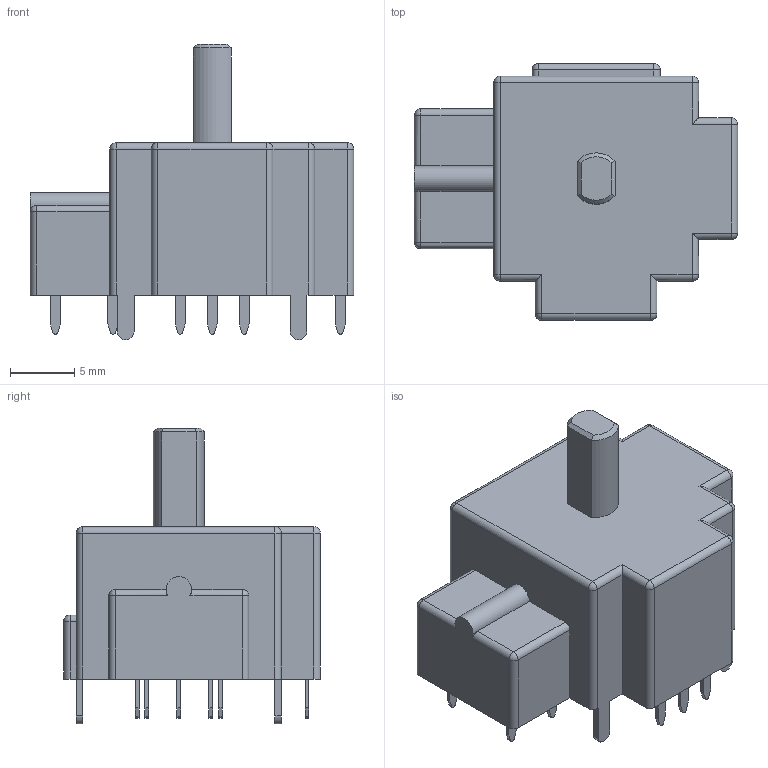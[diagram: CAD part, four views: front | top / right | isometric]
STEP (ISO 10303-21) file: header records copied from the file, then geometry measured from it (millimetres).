
FILE_DESCRIPTION((''),'2;1');
FILE_NAME('ROCKER','2020-02-25T15:39:20',('Austin'),(''),'CREO PARAMETRIC BY PTC INC, 2018100','CREO PARAMETRIC BY PTC INC, 2018100','');
FILE_SCHEMA(('CONFIG_CONTROL_DESIGN'));
Length unit declared in the file: millimetre
Products named in the file (1): ROCKER
Bounding box: 25.25 x 20.05 x 23.1 mm (x, y, z)
Volume: 4354.7 mm3; surface area: 1944.1 mm2
Topology: 1 solids, 1 shells, 182 faces, 463 edges, 294 vertices
Faces by surface type: plane 110, cylinder 58, sphere 12, cone 2
Entity records: 5509 total; most frequent: CARTESIAN_POINT 1007, ORIENTED_EDGE 926, DIRECTION 925, EDGE_CURVE 463, VECTOR 345, LINE 345, VERTEX_POINT 294, AXIS2_PLACEMENT_3D 290
